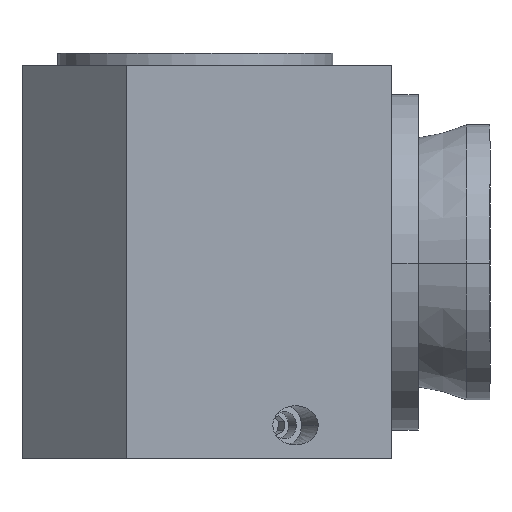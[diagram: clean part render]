
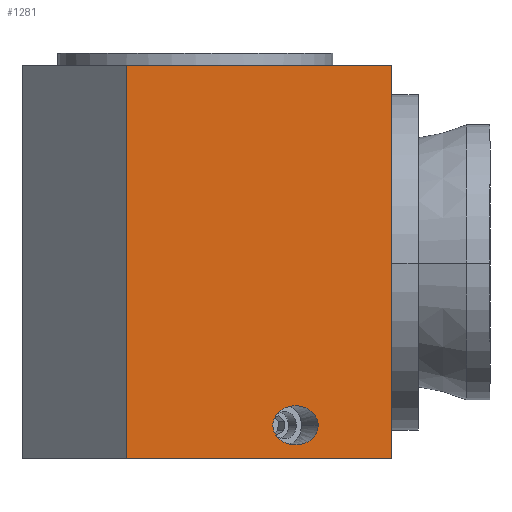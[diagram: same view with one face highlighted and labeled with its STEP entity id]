
A CAD part, front view. The second image highlights one B-rep face of the part: STEP entity #1281.
In plain terms, the highlighted planar face has unit normal (0, -1, 0).
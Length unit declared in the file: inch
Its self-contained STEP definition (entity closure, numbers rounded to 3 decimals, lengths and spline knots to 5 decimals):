
#520=CARTESIAN_POINT('',(1.41243,0.,0.16));
#521=VERTEX_POINT('',#520);
#537=CARTESIAN_POINT('',(1.1965,0.,0.16));
#538=VERTEX_POINT('',#537);
#545=CARTESIAN_POINT('',(1.30447,0.0,0.16));
#546=DIRECTION('',(0.0,1.0,0.0));
#547=DIRECTION('',(1.0,0.0,0.0));
#548=AXIS2_PLACEMENT_3D('',#545,#546,#547);
#549=ELLIPSE('',#548,0.10796,0.0935);
#550=EDGE_CURVE('',#521,#538,#549,.T.);
#1033=CARTESIAN_POINT('',(1.30447,0.0,0.16));
#1034=DIRECTION('',(0.0,1.0,0.0));
#1035=DIRECTION('',(1.0,0.0,0.0));
#1036=AXIS2_PLACEMENT_3D('',#1033,#1034,#1035);
#1037=ELLIPSE('',#1036,0.10796,0.0935);
#1038=EDGE_CURVE('',#538,#521,#1037,.T.);
#1217=CARTESIAN_POINT('',(1.764,0.0,1.875));
#1218=VERTEX_POINT('',#1217);
#1225=CARTESIAN_POINT('',(1.764,0.0,0.0));
#1226=VERTEX_POINT('',#1225);
#1227=CARTESIAN_POINT('',(1.764,0.0,0.0));
#1228=DIRECTION('',(0.0,0.0,1.0));
#1229=VECTOR('',#1228,1.875);
#1230=LINE('',#1227,#1229);
#1231=EDGE_CURVE('',#1226,#1218,#1230,.T.);
#1247=CARTESIAN_POINT('',(1.764,0.0,0.0));
#1248=DIRECTION('',(0.0,-1.0,0.0));
#1249=DIRECTION('',(0.0,0.0,-1.0));
#1250=AXIS2_PLACEMENT_3D('',#1247,#1248,#1249);
#1251=PLANE('',#1250);
#1252=CARTESIAN_POINT('',(0.5,0.0,1.875));
#1253=VERTEX_POINT('',#1252);
#1254=CARTESIAN_POINT('',(1.764,0.0,1.875));
#1255=DIRECTION('',(-1.0,0.0,0.0));
#1256=VECTOR('',#1255,1.264);
#1257=LINE('',#1254,#1256);
#1258=EDGE_CURVE('',#1218,#1253,#1257,.T.);
#1259=ORIENTED_EDGE('',*,*,#1258,.T.);
#1260=CARTESIAN_POINT('',(0.5,0.0,0.0));
#1261=VERTEX_POINT('',#1260);
#1262=CARTESIAN_POINT('',(0.5,0.0,0.0));
#1263=DIRECTION('',(0.0,0.0,1.0));
#1264=VECTOR('',#1263,1.875);
#1265=LINE('',#1262,#1264);
#1266=EDGE_CURVE('',#1261,#1253,#1265,.T.);
#1267=ORIENTED_EDGE('',*,*,#1266,.F.);
#1268=CARTESIAN_POINT('',(0.5,0.0,0.0));
#1269=DIRECTION('',(1.0,0.0,0.0));
#1270=VECTOR('',#1269,1.264);
#1271=LINE('',#1268,#1270);
#1272=EDGE_CURVE('',#1261,#1226,#1271,.T.);
#1273=ORIENTED_EDGE('',*,*,#1272,.T.);
#1274=ORIENTED_EDGE('',*,*,#1231,.T.);
#1275=EDGE_LOOP('',(#1259,#1267,#1273,#1274));
#1276=FACE_OUTER_BOUND('',#1275,.T.);
#1277=ORIENTED_EDGE('',*,*,#1038,.T.);
#1278=ORIENTED_EDGE('',*,*,#550,.T.);
#1279=EDGE_LOOP('',(#1277,#1278));
#1280=FACE_BOUND('',#1279,.T.);
#1281=ADVANCED_FACE('',(#1276,#1280),#1251,.T.);
